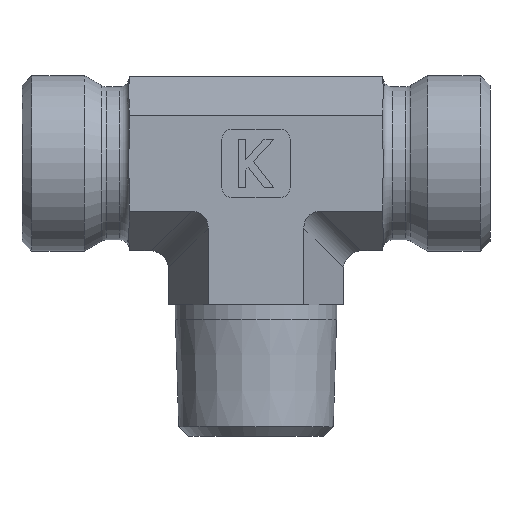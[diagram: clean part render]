
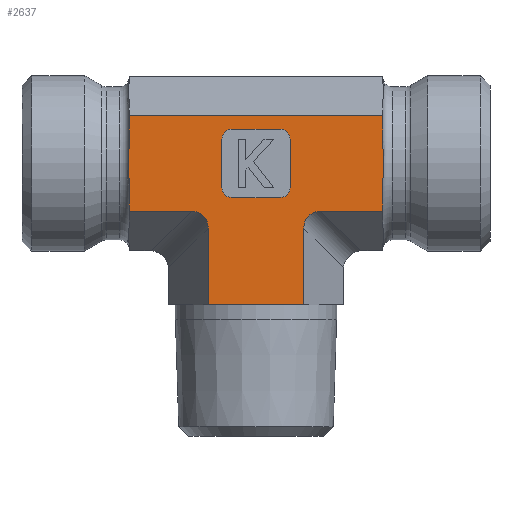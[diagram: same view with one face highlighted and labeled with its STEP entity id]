
A CAD part, left-side view. The second image highlights one B-rep face of the part: STEP entity #2637.
In plain terms, the highlighted planar face has unit normal (-1, 0, 0).
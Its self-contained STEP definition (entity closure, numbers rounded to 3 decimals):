
#221=CARTESIAN_POINT('',(-27.685,14.451,0.0));
#222=VERTEX_POINT('',#221);
#269=CARTESIAN_POINT('',(-27.685,4.636,0.0));
#270=VERTEX_POINT('',#269);
#277=CARTESIAN_POINT('',(-27.685,14.451,0.0));
#278=DIRECTION('',(0.0,-1.0,0.0));
#279=VECTOR('',#278,9.815);
#280=LINE('',#277,#279);
#281=EDGE_CURVE('',#222,#270,#280,.T.);
#507=CARTESIAN_POINT('',(-27.685,22.544,12.036));
#508=VERTEX_POINT('',#507);
#516=CARTESIAN_POINT('',(-27.685,22.544,16.964));
#517=VERTEX_POINT('',#516);
#518=CARTESIAN_POINT('',(-27.685,22.544,16.964));
#519=CARTESIAN_POINT('',(-27.685,22.544,16.731));
#520=CARTESIAN_POINT('',(-27.685,22.551,16.452));
#521=CARTESIAN_POINT('',(-27.685,22.579,15.682));
#522=CARTESIAN_POINT('',(-27.685,22.607,15.038));
#523=CARTESIAN_POINT('',(-27.685,22.607,13.962));
#524=CARTESIAN_POINT('',(-27.685,22.579,13.318));
#525=CARTESIAN_POINT('',(-27.685,22.551,12.548));
#526=CARTESIAN_POINT('',(-27.685,22.544,12.269));
#527=CARTESIAN_POINT('',(-27.685,22.544,12.036));
#528=B_SPLINE_CURVE_WITH_KNOTS('',3,(#518,#519,#520,#521,#522,#523,#524,#525,#526,#527),.UNSPECIFIED.,.F.,.U.,(4,2,2,2,4),(0.782,0.852,1.013,1.174,1.244),.UNSPECIFIED.);
#529=EDGE_CURVE('',#517,#508,#528,.T.);
#867=CARTESIAN_POINT('',(-27.685,22.544,19.407));
#868=VERTEX_POINT('',#867);
#875=CARTESIAN_POINT('',(-27.685,-3.456,19.407));
#876=VERTEX_POINT('',#875);
#877=CARTESIAN_POINT('',(-27.685,22.544,19.407));
#878=DIRECTION('',(0.0,-1.0,0.0));
#879=VECTOR('',#878,26.);
#880=LINE('',#877,#879);
#881=EDGE_CURVE('',#868,#876,#880,.T.);
#933=CARTESIAN_POINT('',(-27.685,22.544,19.407));
#934=DIRECTION('',(0.0,0.0,-1.0));
#935=VECTOR('',#934,2.443);
#936=LINE('',#933,#935);
#937=EDGE_CURVE('',#868,#517,#936,.T.);
#960=CARTESIAN_POINT('',(-27.685,22.544,9.593));
#961=VERTEX_POINT('',#960);
#968=CARTESIAN_POINT('',(-27.685,22.544,12.036));
#969=DIRECTION('',(0.0,0.0,-1.0));
#970=VECTOR('',#969,2.443);
#971=LINE('',#968,#970);
#972=EDGE_CURVE('',#508,#961,#971,.T.);
#1190=CARTESIAN_POINT('',(-27.685,-3.456,16.964));
#1191=VERTEX_POINT('',#1190);
#1199=CARTESIAN_POINT('',(-27.685,-3.456,12.036));
#1200=VERTEX_POINT('',#1199);
#1201=CARTESIAN_POINT('',(-27.685,-3.456,12.036));
#1202=CARTESIAN_POINT('',(-27.685,-3.456,12.269));
#1203=CARTESIAN_POINT('',(-27.685,-3.464,12.548));
#1204=CARTESIAN_POINT('',(-27.685,-3.491,13.318));
#1205=CARTESIAN_POINT('',(-27.685,-3.519,13.962));
#1206=CARTESIAN_POINT('',(-27.685,-3.519,15.038));
#1207=CARTESIAN_POINT('',(-27.685,-3.491,15.682));
#1208=CARTESIAN_POINT('',(-27.685,-3.464,16.452));
#1209=CARTESIAN_POINT('',(-27.685,-3.456,16.731));
#1210=CARTESIAN_POINT('',(-27.685,-3.456,16.964));
#1211=B_SPLINE_CURVE_WITH_KNOTS('',3,(#1201,#1202,#1203,#1204,#1205,#1206,#1207,#1208,#1209,#1210),.UNSPECIFIED.,.F.,.U.,(4,2,2,2,4),(0.782,0.852,1.013,1.174,1.244),.UNSPECIFIED.);
#1212=EDGE_CURVE('',#1200,#1191,#1211,.T.);
#1425=CARTESIAN_POINT('',(-27.685,-3.456,9.593));
#1426=VERTEX_POINT('',#1425);
#1433=CARTESIAN_POINT('',(-27.685,2.904,9.593));
#1434=VERTEX_POINT('',#1433);
#1435=CARTESIAN_POINT('',(-27.685,2.904,9.593));
#1436=DIRECTION('',(0.0,-1.0,0.0));
#1437=VECTOR('',#1436,6.36);
#1438=LINE('',#1435,#1437);
#1439=EDGE_CURVE('',#1434,#1426,#1438,.T.);
#1477=CARTESIAN_POINT('',(-27.685,-3.456,9.593));
#1478=DIRECTION('',(0.0,0.0,1.0));
#1479=VECTOR('',#1478,2.443);
#1480=LINE('',#1477,#1479);
#1481=EDGE_CURVE('',#1426,#1200,#1480,.T.);
#1505=CARTESIAN_POINT('',(-27.685,-3.456,16.964));
#1506=DIRECTION('',(0.0,0.0,1.0));
#1507=VECTOR('',#1506,2.443);
#1508=LINE('',#1505,#1507);
#1509=EDGE_CURVE('',#1191,#876,#1508,.T.);
#2035=CARTESIAN_POINT('',(-27.685,14.451,7.86));
#2036=VERTEX_POINT('',#2035);
#2037=CARTESIAN_POINT('',(-27.685,16.183,9.593));
#2038=VERTEX_POINT('',#2037);
#2039=CARTESIAN_POINT('',(-27.685,16.761,7.283));
#2040=DIRECTION('',(-1.0,0.0,0.0));
#2041=DIRECTION('',(0.0,-0.707,0.707));
#2042=AXIS2_PLACEMENT_3D('',#2039,#2040,#2041);
#2043=ELLIPSE('',#2042,2.582,2.0);
#2044=EDGE_CURVE('',#2036,#2038,#2043,.T.);
#2108=CARTESIAN_POINT('',(-27.685,16.183,9.593));
#2109=DIRECTION('',(0.0,1.0,0.0));
#2110=VECTOR('',#2109,6.36);
#2111=LINE('',#2108,#2110);
#2112=EDGE_CURVE('',#2038,#961,#2111,.T.);
#2135=CARTESIAN_POINT('',(-27.685,7.044,11.));
#2136=VERTEX_POINT('',#2135);
#2143=CARTESIAN_POINT('',(-27.685,6.044,12.));
#2144=VERTEX_POINT('',#2143);
#2145=CARTESIAN_POINT('',(-27.685,7.044,12.));
#2146=DIRECTION('',(-1.0,0.0,0.0));
#2147=DIRECTION('',(0.0,-0.707,-0.707));
#2148=AXIS2_PLACEMENT_3D('',#2145,#2146,#2147);
#2149=CIRCLE('',#2148,1.0);
#2150=EDGE_CURVE('',#2136,#2144,#2149,.T.);
#2175=CARTESIAN_POINT('',(-27.685,12.044,11.));
#2176=VERTEX_POINT('',#2175);
#2183=CARTESIAN_POINT('',(-27.685,7.044,11.));
#2184=DIRECTION('',(0.0,1.0,0.0));
#2185=VECTOR('',#2184,5.0);
#2186=LINE('',#2183,#2185);
#2187=EDGE_CURVE('',#2136,#2176,#2186,.T.);
#2206=CARTESIAN_POINT('',(-27.685,13.044,12.));
#2207=VERTEX_POINT('',#2206);
#2214=CARTESIAN_POINT('',(-27.685,12.044,12.));
#2215=DIRECTION('',(-1.0,0.0,0.0));
#2216=DIRECTION('',(0.0,0.707,-0.707));
#2217=AXIS2_PLACEMENT_3D('',#2214,#2215,#2216);
#2218=CIRCLE('',#2217,1.0);
#2219=EDGE_CURVE('',#2207,#2176,#2218,.T.);
#2239=CARTESIAN_POINT('',(-27.685,13.044,17.));
#2240=VERTEX_POINT('',#2239);
#2247=CARTESIAN_POINT('',(-27.685,13.044,12.));
#2248=DIRECTION('',(0.0,0.0,1.0));
#2249=VECTOR('',#2248,5.0);
#2250=LINE('',#2247,#2249);
#2251=EDGE_CURVE('',#2207,#2240,#2250,.T.);
#2270=CARTESIAN_POINT('',(-27.685,12.044,18.));
#2271=VERTEX_POINT('',#2270);
#2278=CARTESIAN_POINT('',(-27.685,12.044,17.));
#2279=DIRECTION('',(-1.0,0.0,0.0));
#2280=DIRECTION('',(0.0,0.707,0.707));
#2281=AXIS2_PLACEMENT_3D('',#2278,#2279,#2280);
#2282=CIRCLE('',#2281,1.0);
#2283=EDGE_CURVE('',#2271,#2240,#2282,.T.);
#2303=CARTESIAN_POINT('',(-27.685,7.044,18.));
#2304=VERTEX_POINT('',#2303);
#2311=CARTESIAN_POINT('',(-27.685,12.044,18.));
#2312=DIRECTION('',(0.0,-1.0,0.0));
#2313=VECTOR('',#2312,5.);
#2314=LINE('',#2311,#2313);
#2315=EDGE_CURVE('',#2271,#2304,#2314,.T.);
#2334=CARTESIAN_POINT('',(-27.685,6.044,17.));
#2335=VERTEX_POINT('',#2334);
#2342=CARTESIAN_POINT('',(-27.685,7.044,17.));
#2343=DIRECTION('',(-1.0,0.0,0.0));
#2344=DIRECTION('',(0.0,-0.707,0.707));
#2345=AXIS2_PLACEMENT_3D('',#2342,#2343,#2344);
#2346=CIRCLE('',#2345,1.0);
#2347=EDGE_CURVE('',#2335,#2304,#2346,.T.);
#2394=CARTESIAN_POINT('',(-27.685,6.044,17.));
#2395=DIRECTION('',(0.0,0.0,-1.0));
#2396=VECTOR('',#2395,5.);
#2397=LINE('',#2394,#2396);
#2398=EDGE_CURVE('',#2335,#2144,#2397,.T.);
#2419=CARTESIAN_POINT('',(-27.685,14.451,0.0));
#2420=DIRECTION('',(0.0,0.0,1.0));
#2421=VECTOR('',#2420,7.86);
#2422=LINE('',#2419,#2421);
#2423=EDGE_CURVE('',#222,#2036,#2422,.T.);
#2534=CARTESIAN_POINT('',(-27.685,4.636,7.86));
#2535=VERTEX_POINT('',#2534);
#2536=CARTESIAN_POINT('',(-27.685,2.327,7.283));
#2537=DIRECTION('',(-1.0,0.0,0.0));
#2538=DIRECTION('',(0.0,0.707,0.707));
#2539=AXIS2_PLACEMENT_3D('',#2536,#2537,#2538);
#2540=ELLIPSE('',#2539,2.582,2.0);
#2541=EDGE_CURVE('',#1434,#2535,#2540,.T.);
#2594=CARTESIAN_POINT('',(-27.685,4.636,0.0));
#2595=DIRECTION('',(0.0,0.0,1.0));
#2596=VECTOR('',#2595,7.86);
#2597=LINE('',#2594,#2596);
#2598=EDGE_CURVE('',#270,#2535,#2597,.T.);
#2606=CARTESIAN_POINT('',(-27.685,4.636,0.0));
#2607=DIRECTION('',(-1.0,0.0,0.0));
#2608=DIRECTION('',(0.0,0.0,1.0));
#2609=AXIS2_PLACEMENT_3D('',#2606,#2607,#2608);
#2610=PLANE('',#2609);
#2611=ORIENTED_EDGE('',*,*,#972,.T.);
#2612=ORIENTED_EDGE('',*,*,#2112,.F.);
#2613=ORIENTED_EDGE('',*,*,#2044,.F.);
#2614=ORIENTED_EDGE('',*,*,#2423,.F.);
#2615=ORIENTED_EDGE('',*,*,#281,.T.);
#2616=ORIENTED_EDGE('',*,*,#2598,.T.);
#2617=ORIENTED_EDGE('',*,*,#2541,.F.);
#2618=ORIENTED_EDGE('',*,*,#1439,.T.);
#2619=ORIENTED_EDGE('',*,*,#1481,.T.);
#2620=ORIENTED_EDGE('',*,*,#1212,.T.);
#2621=ORIENTED_EDGE('',*,*,#1509,.T.);
#2622=ORIENTED_EDGE('',*,*,#881,.F.);
#2623=ORIENTED_EDGE('',*,*,#937,.T.);
#2624=ORIENTED_EDGE('',*,*,#529,.T.);
#2625=EDGE_LOOP('',(#2611,#2612,#2613,#2614,#2615,#2616,#2617,#2618,#2619,#2620,#2621,#2622,#2623,#2624));
#2626=FACE_OUTER_BOUND('',#2625,.T.);
#2627=ORIENTED_EDGE('',*,*,#2315,.T.);
#2628=ORIENTED_EDGE('',*,*,#2347,.F.);
#2629=ORIENTED_EDGE('',*,*,#2398,.T.);
#2630=ORIENTED_EDGE('',*,*,#2150,.F.);
#2631=ORIENTED_EDGE('',*,*,#2187,.T.);
#2632=ORIENTED_EDGE('',*,*,#2219,.F.);
#2633=ORIENTED_EDGE('',*,*,#2251,.T.);
#2634=ORIENTED_EDGE('',*,*,#2283,.F.);
#2635=EDGE_LOOP('',(#2627,#2628,#2629,#2630,#2631,#2632,#2633,#2634));
#2636=FACE_BOUND('',#2635,.T.);
#2637=ADVANCED_FACE('',(#2626,#2636),#2610,.T.);
